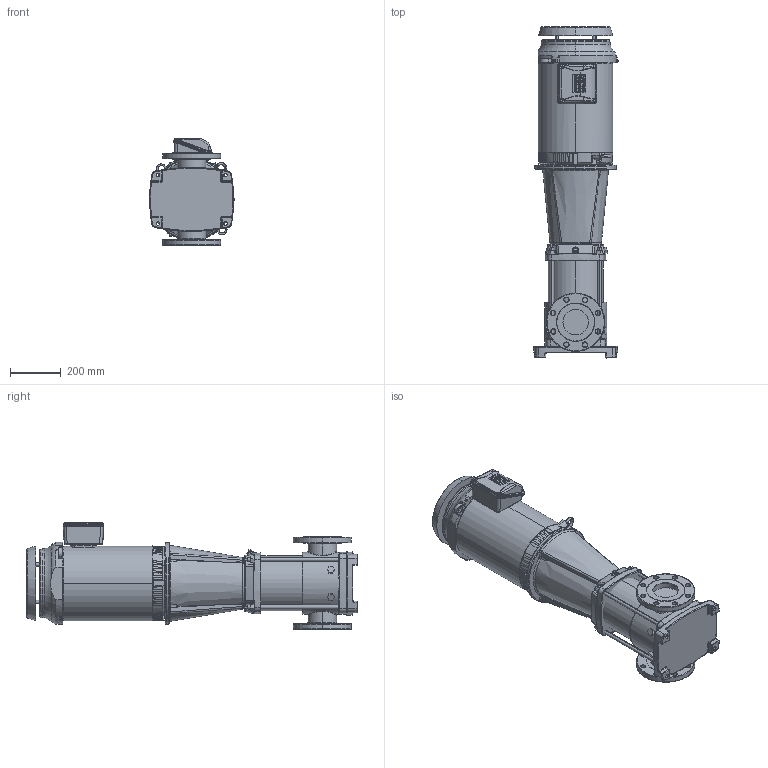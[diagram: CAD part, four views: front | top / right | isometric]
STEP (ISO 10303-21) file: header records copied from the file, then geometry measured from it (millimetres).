
FILE_DESCRIPTION (( 'STEP AP203' ), '1' );
FILE_NAME ('3303135 - MVI-320-2_1-20 HP-254TC-304-E-230_460~3.step', '2022-03-30T20:07:23', ( '' ), ( '' ), 'SwSTEP 2.0', 'SolidWorks 2021', '' );
FILE_SCHEMA (( 'CONFIG_CONTROL_DESIGN' ));
Length unit declared in the file: inch
Products named in the file (5): TEFC MOTOR_2700102 - NEMA V2 20 HP 254_6TC 208-230_460~3 TEFC; 2700102 - NEMA V2 20 HP 254_6TC 208-230_460~3 TEFC; 3303135 - MVI-320-2_1-20 HP-254TC-304-E-230_460~3; SBI(N)64-2-1; MVI PEO - [304-EPDM]_3304135 - MVI-320-2_1-20 HP-254TC-304-E-S
Assembly tree (4 placements, depth 3):
  3303135 - MVI-320-2_1-20 HP-254TC-304-E-230_460~3
    MVI PEO - [304-EPDM]_3304135 - MVI-320-2_1-20 HP-254TC-304-E-S
      SBI(N)64-2-1
    TEFC MOTOR_2700102 - NEMA V2 20 HP 254_6TC 208-230_460~3 TEFC
      2700102 - NEMA V2 20 HP 254_6TC 208-230_460~3 TEFC
Bounding box: 332.13 x 1302.8 x 422.49 mm (x, y, z)
Volume: 73733234 mm3; surface area: 2423164.7 mm2
Topology: 8 solids, 37 shells, 5831 faces, 15379 edges, 10088 vertices
Faces by surface type: plane 2885, cylinder 2194, bspline 353, cone 281, torus 115, sphere 3
Entity records: 216818 total; most frequent: CARTESIAN_POINT 72330, ORIENTED_EDGE 30676, DIRECTION 29531, EDGE_CURVE 15338, AXIS2_PLACEMENT_3D 10452, VERTEX_POINT 10088, VECTOR 8627, LINE 8627
